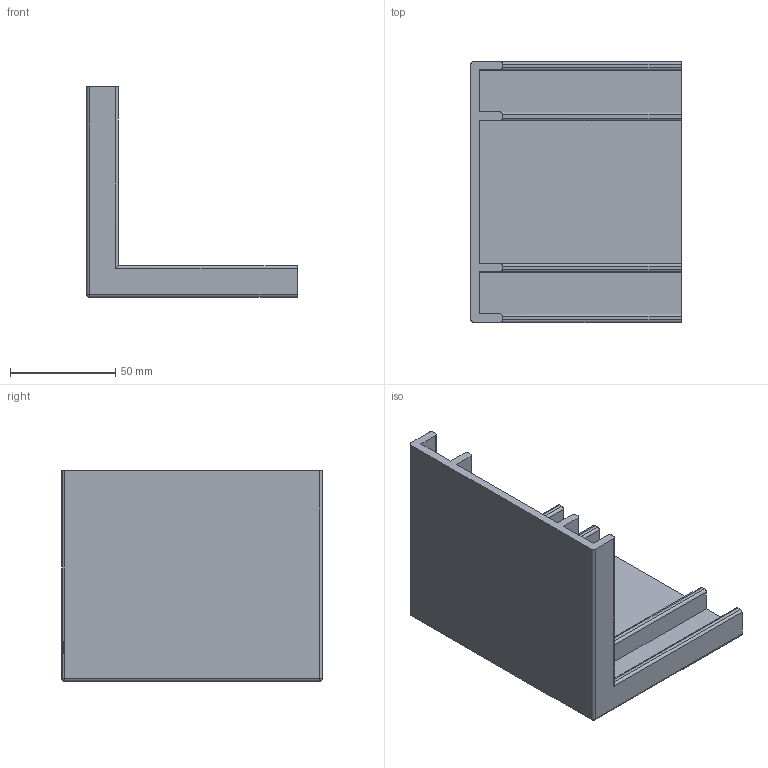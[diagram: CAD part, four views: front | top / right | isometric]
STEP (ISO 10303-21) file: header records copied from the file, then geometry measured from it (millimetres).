
FILE_DESCRIPTION(('Open CASCADE Model'),'2;1');
FILE_NAME('Open CASCADE Shape Model','2023-04-09T09:42:03',('Author'),( 'Open CASCADE'),'Open CASCADE STEP processor 7.6','Open CASCADE 7.6' ,'Unknown');
FILE_SCHEMA(('AUTOMOTIVE_DESIGN { 1 0 10303 214 1 1 1 1 }'));
Length unit declared in the file: millimetre
Products named in the file (1): Open CASCADE STEP translator 7.6 11
Bounding box: 100 x 124 x 100 mm (x, y, z)
Volume: 128489 mm3; surface area: 66120.7 mm2
Topology: 1 solids, 1 shells, 58 faces, 150 edges, 91 vertices
Faces by surface type: plane 26, cylinder 21, sphere 11
Entity records: 3812 total; most frequent: CARTESIAN_POINT 934, DIRECTION 509, LINE 295, VECTOR 295, ORIENTED_EDGE 294, PCURVE 294, DEFINITIONAL_REPRESENTATION 294, EDGE_CURVE 147
